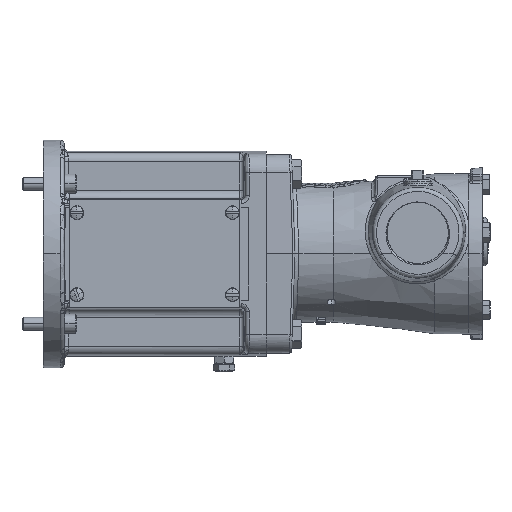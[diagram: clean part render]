
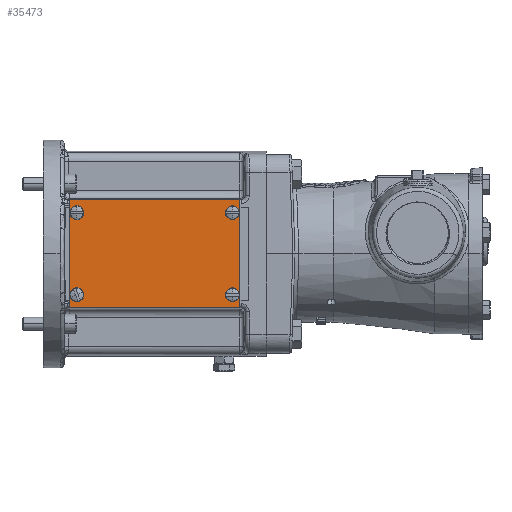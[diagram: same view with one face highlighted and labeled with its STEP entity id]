
A CAD part, top view. The second image highlights one B-rep face of the part: STEP entity #35473.
In plain terms, the highlighted planar face has unit normal (0, 0, 1).
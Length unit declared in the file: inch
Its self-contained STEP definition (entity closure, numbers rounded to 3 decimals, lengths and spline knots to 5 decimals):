
#462 = DIRECTION ( 'NONE',  ( 0., 0., 1. ) ) ;
#1078 = ORIENTED_EDGE ( 'NONE', *, *, #39568, .F. ) ;
#1342 = EDGE_CURVE ( 'NONE', #19472, #15557, #25493, .T. ) ;
#1600 = FACE_BOUND ( 'NONE', #57944, .T. ) ;
#2902 = AXIS2_PLACEMENT_3D ( 'NONE', #45419, #6202, #52048 ) ;
#3112 = CIRCLE ( 'NONE', #2902, 0.1833 ) ;
#3212 = ORIENTED_EDGE ( 'NONE', *, *, #76055, .T. ) ;
#3754 = CARTESIAN_POINT ( 'NONE',  ( -11.62, 1.22, 3.0025 ) ) ;
#4418 = ORIENTED_EDGE ( 'NONE', *, *, #1342, .F. ) ;
#4486 = CARTESIAN_POINT ( 'NONE',  ( -11.84, -1.595, 3.0025 ) ) ;
#4869 = DIRECTION ( 'NONE',  ( -1., 0., 0. ) ) ;
#6202 = DIRECTION ( 'NONE',  ( 0., 0., 1. ) ) ;
#6463 = EDGE_CURVE ( 'NONE', #63940, #66649, #25082, .T. ) ;
#10339 = DIRECTION ( 'NONE',  ( 0., -1., 0. ) ) ;
#11727 = EDGE_CURVE ( 'NONE', #24035, #70177, #67455, .T. ) ;
#12553 = AXIS2_PLACEMENT_3D ( 'NONE', #39696, #462, #46313 ) ;
#13635 = EDGE_LOOP ( 'NONE', ( #26958, #4418 ) ) ;
#15557 = VERTEX_POINT ( 'NONE', #61335 ) ;
#16207 = DIRECTION ( 'NONE',  ( 0., 0., 1. ) ) ;
#16300 = DIRECTION ( 'NONE',  ( 0., 1., 0. ) ) ;
#17004 = FACE_BOUND ( 'NONE', #69931, .T. ) ;
#17925 = DIRECTION ( 'NONE',  ( 0., 0., 1. ) ) ;
#18171 = ORIENTED_EDGE ( 'NONE', *, *, #6463, .F. ) ;
#18215 = AXIS2_PLACEMENT_3D ( 'NONE', #26229, #72026, #32786 ) ;
#19472 = VERTEX_POINT ( 'NONE', #42608 ) ;
#21400 = LINE ( 'NONE', #4486, #56202 ) ;
#24032 = CARTESIAN_POINT ( 'NONE',  ( -7., -1.22, 3.0025 ) ) ;
#24035 = VERTEX_POINT ( 'NONE', #32895 ) ;
#24796 = VERTEX_POINT ( 'NONE', #55123 ) ;
#25082 = CIRCLE ( 'NONE', #73793, 0.1833 ) ;
#25493 = CIRCLE ( 'NONE', #84723, 0.1833 ) ;
#26229 = CARTESIAN_POINT ( 'NONE',  ( -11.62, -1.22, 3.0025 ) ) ;
#26958 = ORIENTED_EDGE ( 'NONE', *, *, #52141, .F. ) ;
#27405 = CARTESIAN_POINT ( 'NONE',  ( -7., -1.0367, 3.0025 ) ) ;
#28520 = DIRECTION ( 'NONE',  ( 0., 0., 1. ) ) ;
#30562 = DIRECTION ( 'NONE',  ( 0., -1., 0. ) ) ;
#30680 = CARTESIAN_POINT ( 'NONE',  ( -6.78, 1.595, 3.0025 ) ) ;
#31000 = AXIS2_PLACEMENT_3D ( 'NONE', #24032, #69785, #30562 ) ;
#31900 = AXIS2_PLACEMENT_3D ( 'NONE', #55421, #16207, #62015 ) ;
#32595 = VECTOR ( 'NONE', #16300, 39.37008 ) ;
#32786 = DIRECTION ( 'NONE',  ( 1., 0., 0. ) ) ;
#32895 = CARTESIAN_POINT ( 'NONE',  ( -6.78, -1.595, 3.0025 ) ) ;
#33395 = EDGE_CURVE ( 'NONE', #24796, #52927, #43894, .T. ) ;
#34385 = FACE_BOUND ( 'NONE', #13635, .T. ) ;
#35473 = ADVANCED_FACE ( 'NONE', ( #1600, #84568, #34385, #17004, #51852 ), #83002, .F. ) ;
#35986 = CARTESIAN_POINT ( 'NONE',  ( -6.78, -1.595, 3.0025 ) ) ;
#36361 = ORIENTED_EDGE ( 'NONE', *, *, #70054, .F. ) ;
#38751 = CARTESIAN_POINT ( 'NONE',  ( -11.62, 1.4033, 3.0025 ) ) ;
#39568 = EDGE_CURVE ( 'NONE', #72962, #56415, #81489, .T. ) ;
#39696 = CARTESIAN_POINT ( 'NONE',  ( -7., -1.22, 3.0025 ) ) ;
#42608 = CARTESIAN_POINT ( 'NONE',  ( -7., 1.4033, 3.0025 ) ) ;
#43773 = CARTESIAN_POINT ( 'NONE',  ( -11.84, 1.595, 3.0025 ) ) ;
#43894 = CIRCLE ( 'NONE', #18215, 0.1833 ) ;
#44086 = DIRECTION ( 'NONE',  ( 0., 0., -1. ) ) ;
#44763 = AXIS2_PLACEMENT_3D ( 'NONE', #3754, #49643, #10339 ) ;
#45419 = CARTESIAN_POINT ( 'NONE',  ( -7., 1.22, 3.0025 ) ) ;
#45429 = ORIENTED_EDGE ( 'NONE', *, *, #64457, .F. ) ;
#46313 = DIRECTION ( 'NONE',  ( 0., -1., 0. ) ) ;
#47394 = EDGE_LOOP ( 'NONE', ( #45429, #1078 ) ) ;
#47448 = AXIS2_PLACEMENT_3D ( 'NONE', #83278, #44086, #4869 ) ;
#49643 = DIRECTION ( 'NONE',  ( 0., 0., 1. ) ) ;
#49703 = VECTOR ( 'NONE', #50429, 39.37008 ) ;
#50429 = DIRECTION ( 'NONE',  ( -1., 0., 0. ) ) ;
#50617 = ORIENTED_EDGE ( 'NONE', *, *, #58508, .T. ) ;
#50778 = EDGE_CURVE ( 'NONE', #52927, #24796, #56812, .T. ) ;
#51852 = FACE_OUTER_BOUND ( 'NONE', #55638, .T. ) ;
#52048 = DIRECTION ( 'NONE',  ( 0., -1., 0. ) ) ;
#52141 = EDGE_CURVE ( 'NONE', #15557, #19472, #3112, .T. ) ;
#52509 = ORIENTED_EDGE ( 'NONE', *, *, #50778, .F. ) ;
#52927 = VERTEX_POINT ( 'NONE', #66438 ) ;
#53834 = ORIENTED_EDGE ( 'NONE', *, *, #82658, .T. ) ;
#55123 = CARTESIAN_POINT ( 'NONE',  ( -11.4499, -1.1517, 3.0025 ) ) ;
#55421 = CARTESIAN_POINT ( 'NONE',  ( -11.62, -1.22, 3.0025 ) ) ;
#55638 = EDGE_LOOP ( 'NONE', ( #50617, #53834, #66782, #3212 ) ) ;
#56202 = VECTOR ( 'NONE', #56635, 39.37008 ) ;
#56415 = VERTEX_POINT ( 'NONE', #65591 ) ;
#56635 = DIRECTION ( 'NONE',  ( 1., 0., 0. ) ) ;
#56812 = CIRCLE ( 'NONE', #31900, 0.1833 ) ;
#57145 = CARTESIAN_POINT ( 'NONE',  ( -7., 1.22, 3.0025 ) ) ;
#57944 = EDGE_LOOP ( 'NONE', ( #52509, #84284 ) ) ;
#58508 = EDGE_CURVE ( 'NONE', #70068, #83916, #79120, .T. ) ;
#60341 = CARTESIAN_POINT ( 'NONE',  ( -11.84, -1.595, 3.0025 ) ) ;
#61335 = CARTESIAN_POINT ( 'NONE',  ( -7., 1.0367, 3.0025 ) ) ;
#62015 = DIRECTION ( 'NONE',  ( 1., 0., 0. ) ) ;
#63725 = DIRECTION ( 'NONE',  ( 0., -1., 0. ) ) ;
#63807 = VECTOR ( 'NONE', #66922, 39.37008 ) ;
#63940 = VERTEX_POINT ( 'NONE', #74166 ) ;
#64457 = EDGE_CURVE ( 'NONE', #56415, #72962, #71533, .T. ) ;
#65591 = CARTESIAN_POINT ( 'NONE',  ( -7., -1.4033, 3.0025 ) ) ;
#66438 = CARTESIAN_POINT ( 'NONE',  ( -11.7901, -1.2883, 3.0025 ) ) ;
#66649 = VERTEX_POINT ( 'NONE', #38751 ) ;
#66782 = ORIENTED_EDGE ( 'NONE', *, *, #11727, .T. ) ;
#66922 = DIRECTION ( 'NONE',  ( 0., -1., 0. ) ) ;
#67455 = LINE ( 'NONE', #35986, #32595 ) ;
#67749 = CARTESIAN_POINT ( 'NONE',  ( -11.62, 1.22, 3.0025 ) ) ;
#69785 = DIRECTION ( 'NONE',  ( 0., 0., 1. ) ) ;
#69931 = EDGE_LOOP ( 'NONE', ( #18171, #36361 ) ) ;
#70054 = EDGE_CURVE ( 'NONE', #66649, #63940, #79704, .T. ) ;
#70068 = VERTEX_POINT ( 'NONE', #82183 ) ;
#70177 = VERTEX_POINT ( 'NONE', #30680 ) ;
#71533 = CIRCLE ( 'NONE', #12553, 0.1833 ) ;
#72026 = DIRECTION ( 'NONE',  ( 0., 0., 1. ) ) ;
#72962 = VERTEX_POINT ( 'NONE', #27405 ) ;
#73793 = AXIS2_PLACEMENT_3D ( 'NONE', #67749, #28520, #74358 ) ;
#74166 = CARTESIAN_POINT ( 'NONE',  ( -11.62, 1.0367, 3.0025 ) ) ;
#74358 = DIRECTION ( 'NONE',  ( 0., -1., 0. ) ) ;
#76055 = EDGE_CURVE ( 'NONE', #70177, #70068, #82390, .T. ) ;
#78708 = CARTESIAN_POINT ( 'NONE',  ( -11.84, -1.595, 3.0025 ) ) ;
#79120 = LINE ( 'NONE', #60341, #63807 ) ;
#79704 = CIRCLE ( 'NONE', #44763, 0.1833 ) ;
#81489 = CIRCLE ( 'NONE', #31000, 0.1833 ) ;
#82183 = CARTESIAN_POINT ( 'NONE',  ( -11.84, 1.595, 3.0025 ) ) ;
#82390 = LINE ( 'NONE', #43773, #49703 ) ;
#82658 = EDGE_CURVE ( 'NONE', #83916, #24035, #21400, .T. ) ;
#83002 = PLANE ( 'NONE',  #47448 ) ;
#83278 = CARTESIAN_POINT ( 'NONE',  ( -11.84, -1.595, 3.0025 ) ) ;
#83916 = VERTEX_POINT ( 'NONE', #78708 ) ;
#84284 = ORIENTED_EDGE ( 'NONE', *, *, #33395, .F. ) ;
#84568 = FACE_BOUND ( 'NONE', #47394, .T. ) ;
#84723 = AXIS2_PLACEMENT_3D ( 'NONE', #57145, #17925, #63725 ) ;
